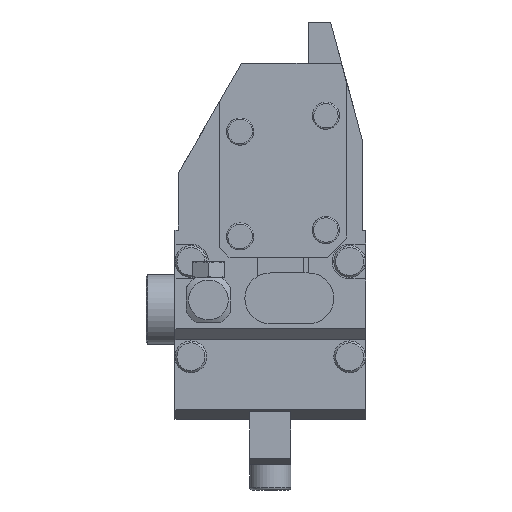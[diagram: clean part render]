
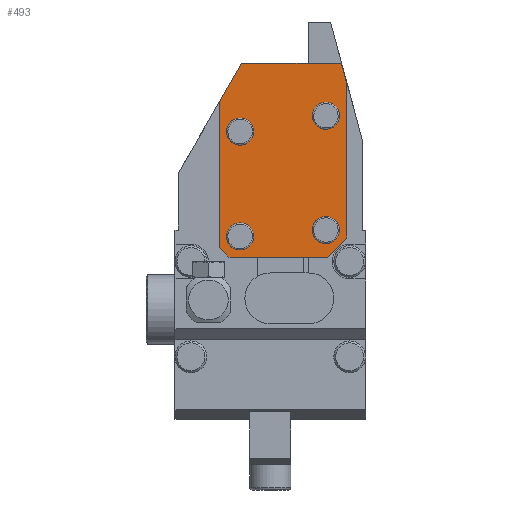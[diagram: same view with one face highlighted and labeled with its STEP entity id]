
A CAD part, left-side view. The second image highlights one B-rep face of the part: STEP entity #493.
In plain terms, the highlighted planar face has unit normal (-1, 0, 0).
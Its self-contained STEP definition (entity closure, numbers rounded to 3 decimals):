
#493=ADVANCED_FACE('',(#729,#730,#731,#732,#733),#637,.T.);
#637=PLANE('',#3888);
#729=FACE_BOUND('',#998,.T.);
#730=FACE_BOUND('',#999,.T.);
#731=FACE_BOUND('',#1000,.T.);
#732=FACE_BOUND('',#1001,.T.);
#733=FACE_BOUND('',#1002,.T.);
#998=EDGE_LOOP('',(#2095));
#999=EDGE_LOOP('',(#2096));
#1000=EDGE_LOOP('',(#2097));
#1001=EDGE_LOOP('',(#2098));
#1002=EDGE_LOOP('',(#2099,#2100,#2101,#2102,#2103,#2104,#2105,#2106));
#1168=CIRCLE('',#3884,4.25);
#1169=CIRCLE('',#3885,4.25);
#1170=CIRCLE('',#3886,4.25);
#1171=CIRCLE('',#3887,4.25);
#2095=ORIENTED_EDGE('',*,*,#2950,.T.);
#2096=ORIENTED_EDGE('',*,*,#2951,.T.);
#2097=ORIENTED_EDGE('',*,*,#2952,.T.);
#2098=ORIENTED_EDGE('',*,*,#2953,.T.);
#2099=ORIENTED_EDGE('',*,*,#2870,.T.);
#2100=ORIENTED_EDGE('',*,*,#2881,.T.);
#2101=ORIENTED_EDGE('',*,*,#2679,.T.);
#2102=ORIENTED_EDGE('',*,*,#2878,.T.);
#2103=ORIENTED_EDGE('',*,*,#2873,.T.);
#2104=ORIENTED_EDGE('',*,*,#2880,.T.);
#2105=ORIENTED_EDGE('',*,*,#2875,.T.);
#2106=ORIENTED_EDGE('',*,*,#2879,.T.);
#2309=VERTEX_POINT('',#5391);
#2310=VERTEX_POINT('',#5393);
#2416=VERTEX_POINT('',#5874);
#2417=VERTEX_POINT('',#5876);
#2418=VERTEX_POINT('',#5880);
#2419=VERTEX_POINT('',#5882);
#2420=VERTEX_POINT('',#5886);
#2421=VERTEX_POINT('',#5887);
#2466=VERTEX_POINT('',#6042);
#2467=VERTEX_POINT('',#6044);
#2468=VERTEX_POINT('',#6046);
#2469=VERTEX_POINT('',#6048);
#2679=EDGE_CURVE('',#2310,#2309,#3090,.T.);
#2870=EDGE_CURVE('',#2417,#2416,#3207,.T.);
#2873=EDGE_CURVE('',#2419,#2418,#3210,.T.);
#2875=EDGE_CURVE('',#2420,#2421,#3212,.T.);
#2878=EDGE_CURVE('',#2309,#2419,#3215,.T.);
#2879=EDGE_CURVE('',#2421,#2417,#3216,.T.);
#2880=EDGE_CURVE('',#2418,#2420,#3217,.T.);
#2881=EDGE_CURVE('',#2416,#2310,#3218,.T.);
#2950=EDGE_CURVE('',#2466,#2466,#1168,.T.);
#2951=EDGE_CURVE('',#2467,#2467,#1169,.T.);
#2952=EDGE_CURVE('',#2468,#2468,#1170,.T.);
#2953=EDGE_CURVE('',#2469,#2469,#1171,.T.);
#3090=LINE('',#5392,#3394);
#3207=LINE('',#5875,#3511);
#3210=LINE('',#5881,#3514);
#3212=LINE('',#5885,#3516);
#3215=LINE('',#5891,#3519);
#3216=LINE('',#5893,#3520);
#3217=LINE('',#5895,#3521);
#3218=LINE('',#5897,#3522);
#3394=VECTOR('',#4315,1.);
#3511=VECTOR('',#4680,1.);
#3514=VECTOR('',#4685,1.);
#3516=VECTOR('',#4689,1.);
#3519=VECTOR('',#4694,1.);
#3520=VECTOR('',#4697,1.);
#3521=VECTOR('',#4700,1.);
#3522=VECTOR('',#4703,1.);
#3884=AXIS2_PLACEMENT_3D('',#6041,#4846,#4847);
#3885=AXIS2_PLACEMENT_3D('',#6043,#4848,#4849);
#3886=AXIS2_PLACEMENT_3D('',#6045,#4850,#4851);
#3887=AXIS2_PLACEMENT_3D('',#6047,#4852,#4853);
#3888=AXIS2_PLACEMENT_3D('',#6049,#4854,#4855);
#4315=DIRECTION('',(0.,1.,0.));
#4680=DIRECTION('',(0.,0.,1.));
#4685=DIRECTION('',(0.,0.,-1.));
#4689=DIRECTION('',(0.,-1.,0.));
#4694=DIRECTION('',(0.,0.5,-0.866));
#4697=DIRECTION('',(0.,-0.707,0.707));
#4700=DIRECTION('',(0.,-0.707,-0.707));
#4703=DIRECTION('',(0.,0.259,0.966));
#4846=DIRECTION('',(1.,0.,0.));
#4847=DIRECTION('',(0.,-1.,0.));
#4848=DIRECTION('',(1.,0.,0.));
#4849=DIRECTION('',(0.,-1.,0.));
#4850=DIRECTION('',(1.,0.,0.));
#4851=DIRECTION('',(0.,-1.,0.));
#4852=DIRECTION('',(1.,0.,0.));
#4853=DIRECTION('',(0.,-1.,0.));
#4854=DIRECTION('',(-1.,0.,0.));
#4855=DIRECTION('',(0.,-0.927,0.375));
#5391=CARTESIAN_POINT('',(-31.,9.072,41.437));
#5392=CARTESIAN_POINT('',(-31.,-24.,41.437));
#5393=CARTESIAN_POINT('',(-31.,-22.392,41.437));
#5874=CARTESIAN_POINT('',(-31.,-24.,35.437));
#5875=CARTESIAN_POINT('',(-31.,-24.,-19.563));
#5876=CARTESIAN_POINT('',(-31.,-24.,-13.563));
#5880=CARTESIAN_POINT('',(-31.,16.,-16.563));
#5881=CARTESIAN_POINT('',(-31.,16.,41.437));
#5882=CARTESIAN_POINT('',(-31.,16.,29.437));
#5885=CARTESIAN_POINT('',(-31.,16.,-19.563));
#5886=CARTESIAN_POINT('',(-31.,13.,-19.563));
#5887=CARTESIAN_POINT('',(-31.,-18.,-19.563));
#5891=CARTESIAN_POINT('',(-31.,0.804,55.758));
#5893=CARTESIAN_POINT('',(-31.,-51.5,13.937));
#5895=CARTESIAN_POINT('',(-31.,25.,-7.563));
#5897=CARTESIAN_POINT('',(-31.,-22.5,41.035));
#6041=CARTESIAN_POINT('',(-31.,9.5,19.937));
#6042=CARTESIAN_POINT('',(-31.,5.25,19.937));
#6043=CARTESIAN_POINT('',(-31.,9.5,-13.063));
#6044=CARTESIAN_POINT('',(-31.,5.25,-13.063));
#6045=CARTESIAN_POINT('',(-31.,-17.5,-11.063));
#6046=CARTESIAN_POINT('',(-31.,-21.75,-11.063));
#6047=CARTESIAN_POINT('',(-31.,-17.5,24.937));
#6048=CARTESIAN_POINT('',(-31.,-21.75,24.937));
#6049=CARTESIAN_POINT('',(-31.,-6.,33.937));
